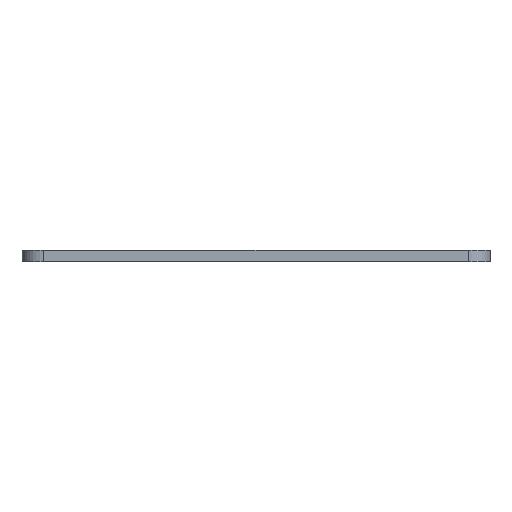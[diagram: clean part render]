
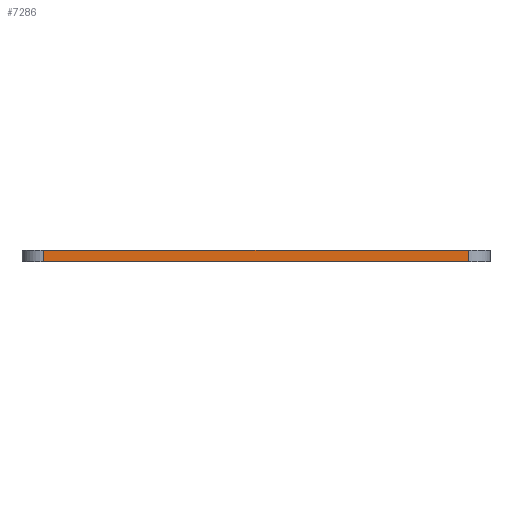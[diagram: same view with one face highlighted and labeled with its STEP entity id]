
A CAD part, front view. The second image highlights one B-rep face of the part: STEP entity #7286.
In plain terms, the highlighted planar face has unit normal (0, -1, 0).
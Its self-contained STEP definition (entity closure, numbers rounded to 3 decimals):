
#83 = PLANE('',#84);
#84 = AXIS2_PLACEMENT_3D('',#85,#86,#87);
#85 = CARTESIAN_POINT('',(-24.656,-27.008,1.6));
#86 = DIRECTION('',(-0.,-0.,-1.));
#87 = DIRECTION('',(-1.,0.,0.));
#137 = PLANE('',#138);
#138 = AXIS2_PLACEMENT_3D('',#139,#140,#141);
#139 = CARTESIAN_POINT('',(-24.656,-27.008,0.));
#140 = DIRECTION('',(-0.,-0.,-1.));
#141 = DIRECTION('',(-1.,0.,0.));
#350 = VERTEX_POINT('',#351);
#351 = CARTESIAN_POINT('',(5.5,-55.25,0.));
#370 = CYLINDRICAL_SURFACE('',#371,3.);
#371 = AXIS2_PLACEMENT_3D('',#372,#373,#374);
#372 = CARTESIAN_POINT('',(5.5,-52.25,0.));
#373 = DIRECTION('',(-0.,-0.,-1.));
#374 = DIRECTION('',(1.,0.,-0.));
#382 = EDGE_CURVE('',#350,#383,#385,.T.);
#383 = VERTEX_POINT('',#384);
#384 = CARTESIAN_POINT('',(-53.5,-55.25,0.));
#385 = SURFACE_CURVE('',#386,(#390,#397),.PCURVE_S1.);
#386 = LINE('',#387,#388);
#387 = CARTESIAN_POINT('',(5.5,-55.25,0.));
#388 = VECTOR('',#389,1.);
#389 = DIRECTION('',(-1.,0.,0.));
#390 = PCURVE('',#137,#391);
#391 = DEFINITIONAL_REPRESENTATION('',(#392),#396);
#392 = LINE('',#393,#394);
#393 = CARTESIAN_POINT('',(-30.156,-28.242));
#394 = VECTOR('',#395,1.);
#395 = DIRECTION('',(1.,0.));
#396 = ( GEOMETRIC_REPRESENTATION_CONTEXT(2) 
PARAMETRIC_REPRESENTATION_CONTEXT() REPRESENTATION_CONTEXT('2D SPACE',''
  ) );
#397 = PCURVE('',#398,#403);
#398 = PLANE('',#399);
#399 = AXIS2_PLACEMENT_3D('',#400,#401,#402);
#400 = CARTESIAN_POINT('',(5.5,-55.25,0.));
#401 = DIRECTION('',(0.,-1.,0.));
#402 = DIRECTION('',(-1.,0.,0.));
#403 = DEFINITIONAL_REPRESENTATION('',(#404),#408);
#404 = LINE('',#405,#406);
#405 = CARTESIAN_POINT('',(0.,-0.));
#406 = VECTOR('',#407,1.);
#407 = DIRECTION('',(1.,0.));
#408 = ( GEOMETRIC_REPRESENTATION_CONTEXT(2) 
PARAMETRIC_REPRESENTATION_CONTEXT() REPRESENTATION_CONTEXT('2D SPACE',''
  ) );
#431 = CYLINDRICAL_SURFACE('',#432,3.);
#432 = AXIS2_PLACEMENT_3D('',#433,#434,#435);
#433 = CARTESIAN_POINT('',(-53.5,-52.25,0.));
#434 = DIRECTION('',(-0.,-0.,-1.));
#435 = DIRECTION('',(1.,0.,-0.));
#4028 = VERTEX_POINT('',#4029);
#4029 = CARTESIAN_POINT('',(5.5,-55.25,1.6));
#4055 = EDGE_CURVE('',#4028,#4056,#4058,.T.);
#4056 = VERTEX_POINT('',#4057);
#4057 = CARTESIAN_POINT('',(-53.5,-55.25,1.6));
#4058 = SURFACE_CURVE('',#4059,(#4063,#4070),.PCURVE_S1.);
#4059 = LINE('',#4060,#4061);
#4060 = CARTESIAN_POINT('',(5.5,-55.25,1.6));
#4061 = VECTOR('',#4062,1.);
#4062 = DIRECTION('',(-1.,0.,0.));
#4063 = PCURVE('',#83,#4064);
#4064 = DEFINITIONAL_REPRESENTATION('',(#4065),#4069);
#4065 = LINE('',#4066,#4067);
#4066 = CARTESIAN_POINT('',(-30.156,-28.242));
#4067 = VECTOR('',#4068,1.);
#4068 = DIRECTION('',(1.,0.));
#4069 = ( GEOMETRIC_REPRESENTATION_CONTEXT(2) 
PARAMETRIC_REPRESENTATION_CONTEXT() REPRESENTATION_CONTEXT('2D SPACE',''
  ) );
#4070 = PCURVE('',#398,#4071);
#4071 = DEFINITIONAL_REPRESENTATION('',(#4072),#4076);
#4072 = LINE('',#4073,#4074);
#4073 = CARTESIAN_POINT('',(0.,-1.6));
#4074 = VECTOR('',#4075,1.);
#4075 = DIRECTION('',(1.,0.));
#4076 = ( GEOMETRIC_REPRESENTATION_CONTEXT(2) 
PARAMETRIC_REPRESENTATION_CONTEXT() REPRESENTATION_CONTEXT('2D SPACE',''
  ) );
#7236 = EDGE_CURVE('',#350,#4028,#7237,.T.);
#7237 = SURFACE_CURVE('',#7238,(#7242,#7249),.PCURVE_S1.);
#7238 = LINE('',#7239,#7240);
#7239 = CARTESIAN_POINT('',(5.5,-55.25,0.));
#7240 = VECTOR('',#7241,1.);
#7241 = DIRECTION('',(0.,0.,1.));
#7242 = PCURVE('',#370,#7243);
#7243 = DEFINITIONAL_REPRESENTATION('',(#7244),#7248);
#7244 = LINE('',#7245,#7246);
#7245 = CARTESIAN_POINT('',(-4.712,0.));
#7246 = VECTOR('',#7247,1.);
#7247 = DIRECTION('',(-0.,-1.));
#7248 = ( GEOMETRIC_REPRESENTATION_CONTEXT(2) 
PARAMETRIC_REPRESENTATION_CONTEXT() REPRESENTATION_CONTEXT('2D SPACE',''
  ) );
#7249 = PCURVE('',#398,#7250);
#7250 = DEFINITIONAL_REPRESENTATION('',(#7251),#7255);
#7251 = LINE('',#7252,#7253);
#7252 = CARTESIAN_POINT('',(0.,-0.));
#7253 = VECTOR('',#7254,1.);
#7254 = DIRECTION('',(0.,-1.));
#7255 = ( GEOMETRIC_REPRESENTATION_CONTEXT(2) 
PARAMETRIC_REPRESENTATION_CONTEXT() REPRESENTATION_CONTEXT('2D SPACE',''
  ) );
#7286 = ADVANCED_FACE('',(#7287),#398,.T.);
#7287 = FACE_BOUND('',#7288,.T.);
#7288 = EDGE_LOOP('',(#7289,#7290,#7291,#7312));
#7289 = ORIENTED_EDGE('',*,*,#7236,.T.);
#7290 = ORIENTED_EDGE('',*,*,#4055,.T.);
#7291 = ORIENTED_EDGE('',*,*,#7292,.F.);
#7292 = EDGE_CURVE('',#383,#4056,#7293,.T.);
#7293 = SURFACE_CURVE('',#7294,(#7298,#7305),.PCURVE_S1.);
#7294 = LINE('',#7295,#7296);
#7295 = CARTESIAN_POINT('',(-53.5,-55.25,0.));
#7296 = VECTOR('',#7297,1.);
#7297 = DIRECTION('',(0.,0.,1.));
#7298 = PCURVE('',#398,#7299);
#7299 = DEFINITIONAL_REPRESENTATION('',(#7300),#7304);
#7300 = LINE('',#7301,#7302);
#7301 = CARTESIAN_POINT('',(59.,0.));
#7302 = VECTOR('',#7303,1.);
#7303 = DIRECTION('',(0.,-1.));
#7304 = ( GEOMETRIC_REPRESENTATION_CONTEXT(2) 
PARAMETRIC_REPRESENTATION_CONTEXT() REPRESENTATION_CONTEXT('2D SPACE',''
  ) );
#7305 = PCURVE('',#431,#7306);
#7306 = DEFINITIONAL_REPRESENTATION('',(#7307),#7311);
#7307 = LINE('',#7308,#7309);
#7308 = CARTESIAN_POINT('',(-4.712,0.));
#7309 = VECTOR('',#7310,1.);
#7310 = DIRECTION('',(-0.,-1.));
#7311 = ( GEOMETRIC_REPRESENTATION_CONTEXT(2) 
PARAMETRIC_REPRESENTATION_CONTEXT() REPRESENTATION_CONTEXT('2D SPACE',''
  ) );
#7312 = ORIENTED_EDGE('',*,*,#382,.F.);
